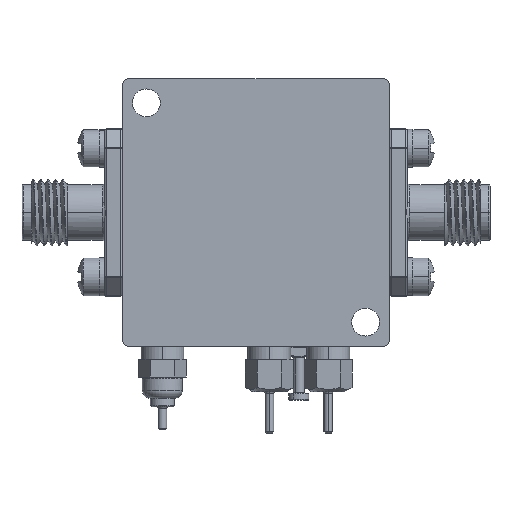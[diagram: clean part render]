
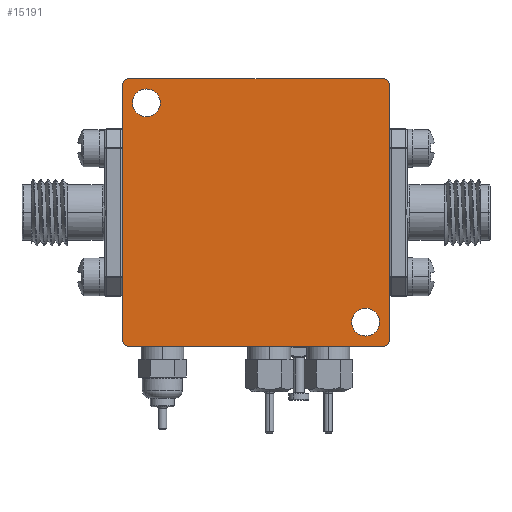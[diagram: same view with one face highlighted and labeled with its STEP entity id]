
A CAD part, front view. The second image highlights one B-rep face of the part: STEP entity #15191.
In plain terms, the highlighted planar face has unit normal (0, -1, 0).
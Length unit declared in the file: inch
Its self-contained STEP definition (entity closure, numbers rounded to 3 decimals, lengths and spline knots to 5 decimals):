
#79 = DIRECTION ( 'NONE',  ( 0., 0., -1. ) ) ;
#142 = AXIS2_PLACEMENT_3D ( 'NONE', #265, #8721, #1473 ) ;
#147 = DIRECTION ( 'NONE',  ( 0., 1., 0. ) ) ;
#190 = CIRCLE ( 'NONE', #142, 0.052 ) ;
#265 = CARTESIAN_POINT ( 'NONE',  ( 0.41, 0., -0.41 ) ) ;
#416 = ORIENTED_EDGE ( 'NONE', *, *, #7538, .F. ) ;
#428 = ORIENTED_EDGE ( 'NONE', *, *, #2673, .T. ) ;
#497 = DIRECTION ( 'NONE',  ( 0., 0., 1. ) ) ;
#678 = AXIS2_PLACEMENT_3D ( 'NONE', #2102, #147, #8580 ) ;
#1011 = ORIENTED_EDGE ( 'NONE', *, *, #1881, .T. ) ;
#1023 = EDGE_CURVE ( 'NONE', #2404, #14453, #5649, .T. ) ;
#1078 = EDGE_LOOP ( 'NONE', ( #6968, #6955, #2164, #12208, #7657, #416, #14659, #7961 ) ) ;
#1160 = DIRECTION ( 'NONE',  ( -1., 0., 0. ) ) ;
#1271 = EDGE_LOOP ( 'NONE', ( #12324, #12934 ) ) ;
#1473 = DIRECTION ( 'NONE',  ( 1., 0., 0. ) ) ;
#1785 = CARTESIAN_POINT ( 'NONE',  ( -0.475, 0., -0.5 ) ) ;
#1881 = EDGE_CURVE ( 'NONE', #5378, #5811, #6189, .T. ) ;
#2102 = CARTESIAN_POINT ( 'NONE',  ( -0.41, 0., 0.41 ) ) ;
#2164 = ORIENTED_EDGE ( 'NONE', *, *, #7240, .F. ) ;
#2315 = AXIS2_PLACEMENT_3D ( 'NONE', #10827, #3604, #12023 ) ;
#2404 = VERTEX_POINT ( 'NONE', #10265 ) ;
#2431 = CARTESIAN_POINT ( 'NONE',  ( 0.41, 0., -0.41 ) ) ;
#2440 = VECTOR ( 'NONE', #6599, 39.37008 ) ;
#2460 = CARTESIAN_POINT ( 'NONE',  ( -0.5, 0., 0.475 ) ) ;
#2613 = LINE ( 'NONE', #9988, #15048 ) ;
#2673 = EDGE_CURVE ( 'NONE', #5811, #5378, #12762, .T. ) ;
#2901 = CARTESIAN_POINT ( 'NONE',  ( 0.475, 0., 0.475 ) ) ;
#3549 = FACE_OUTER_BOUND ( 'NONE', #1078, .T. ) ;
#3604 = DIRECTION ( 'NONE',  ( 0., 1., 0. ) ) ;
#3649 = DIRECTION ( 'NONE',  ( 1., 0., 0. ) ) ;
#3718 = CARTESIAN_POINT ( 'NONE',  ( 0.5, 0., -0.475 ) ) ;
#4039 = LINE ( 'NONE', #13715, #13251 ) ;
#4083 = DIRECTION ( 'NONE',  ( -1., 0., 0. ) ) ;
#4194 = CARTESIAN_POINT ( 'NONE',  ( 0.358, 0., -0.41 ) ) ;
#4335 = VERTEX_POINT ( 'NONE', #5821 ) ;
#4533 = VERTEX_POINT ( 'NONE', #7678 ) ;
#4747 = DIRECTION ( 'NONE',  ( 0., -1., 0. ) ) ;
#4834 = VERTEX_POINT ( 'NONE', #4194 ) ;
#5378 = VERTEX_POINT ( 'NONE', #7836 ) ;
#5572 = EDGE_CURVE ( 'NONE', #13955, #2404, #5576, .T. ) ;
#5576 = CIRCLE ( 'NONE', #2315, 0.025 ) ;
#5649 = LINE ( 'NONE', #6320, #2440 ) ;
#5811 = VERTEX_POINT ( 'NONE', #11357 ) ;
#5821 = CARTESIAN_POINT ( 'NONE',  ( 0.475, 0., 0.5 ) ) ;
#5875 = EDGE_CURVE ( 'NONE', #9027, #7085, #11438, .T. ) ;
#5917 = CARTESIAN_POINT ( 'NONE',  ( -0.475, 0., -0.475 ) ) ;
#5919 = DIRECTION ( 'NONE',  ( 1., 0., 0. ) ) ;
#5946 = DIRECTION ( 'NONE',  ( 0., 1., 0. ) ) ;
#5960 = CARTESIAN_POINT ( 'NONE',  ( -0.41, 0., 0.41 ) ) ;
#5972 = CARTESIAN_POINT ( 'NONE',  ( -0.475, 0., 0.475 ) ) ;
#6189 = CIRCLE ( 'NONE', #678, 0.052 ) ;
#6266 = CIRCLE ( 'NONE', #14356, 0.025 ) ;
#6279 = EDGE_CURVE ( 'NONE', #7987, #9027, #4039, .T. ) ;
#6320 = CARTESIAN_POINT ( 'NONE',  ( -0.475, 0., -0.5 ) ) ;
#6368 = FACE_BOUND ( 'NONE', #1271, .T. ) ;
#6599 = DIRECTION ( 'NONE',  ( -1., 0., 0. ) ) ;
#6667 = AXIS2_PLACEMENT_3D ( 'NONE', #5972, #4747, #1160 ) ;
#6955 = ORIENTED_EDGE ( 'NONE', *, *, #6279, .F. ) ;
#6967 = CARTESIAN_POINT ( 'NONE',  ( -0.475, 0., 0.475 ) ) ;
#6968 = ORIENTED_EDGE ( 'NONE', *, *, #5875, .F. ) ;
#7085 = VERTEX_POINT ( 'NONE', #12761 ) ;
#7105 = CARTESIAN_POINT ( 'NONE',  ( 0.462, 0., -0.41 ) ) ;
#7115 = DIRECTION ( 'NONE',  ( -1., 0., 0. ) ) ;
#7240 = EDGE_CURVE ( 'NONE', #14453, #7987, #11361, .T. ) ;
#7513 = AXIS2_PLACEMENT_3D ( 'NONE', #2431, #10866, #3649 ) ;
#7538 = EDGE_CURVE ( 'NONE', #4533, #13955, #8689, .T. ) ;
#7657 = ORIENTED_EDGE ( 'NONE', *, *, #5572, .F. ) ;
#7678 = CARTESIAN_POINT ( 'NONE',  ( 0.5, 0., 0.475 ) ) ;
#7836 = CARTESIAN_POINT ( 'NONE',  ( -0.358, 0., 0.41 ) ) ;
#7961 = ORIENTED_EDGE ( 'NONE', *, *, #9134, .F. ) ;
#7987 = VERTEX_POINT ( 'NONE', #14387 ) ;
#8187 = DIRECTION ( 'NONE',  ( -1., 0., 0. ) ) ;
#8333 = CIRCLE ( 'NONE', #7513, 0.052 ) ;
#8536 = CARTESIAN_POINT ( 'NONE',  ( 0.5, 0., 0.475 ) ) ;
#8580 = DIRECTION ( 'NONE',  ( 1., 0., 0. ) ) ;
#8689 = LINE ( 'NONE', #8536, #14321 ) ;
#8721 = DIRECTION ( 'NONE',  ( 0., 1., 0. ) ) ;
#8779 = DIRECTION ( 'NONE',  ( 1., 0., 0. ) ) ;
#9027 = VERTEX_POINT ( 'NONE', #2460 ) ;
#9134 = EDGE_CURVE ( 'NONE', #7085, #4335, #2613, .T. ) ;
#9305 = AXIS2_PLACEMENT_3D ( 'NONE', #6967, #15362, #8187 ) ;
#9957 = FACE_BOUND ( 'NONE', #15418, .T. ) ;
#9988 = CARTESIAN_POINT ( 'NONE',  ( -0.475, 0., 0.5 ) ) ;
#10265 = CARTESIAN_POINT ( 'NONE',  ( 0.475, 0., -0.5 ) ) ;
#10827 = CARTESIAN_POINT ( 'NONE',  ( 0.475, 0., -0.475 ) ) ;
#10866 = DIRECTION ( 'NONE',  ( 0., 1., 0. ) ) ;
#10939 = AXIS2_PLACEMENT_3D ( 'NONE', #5960, #5946, #5919 ) ;
#11331 = DIRECTION ( 'NONE',  ( 0., 1., 0. ) ) ;
#11357 = CARTESIAN_POINT ( 'NONE',  ( -0.462, 0., 0.41 ) ) ;
#11361 = CIRCLE ( 'NONE', #14729, 0.025 ) ;
#11438 = CIRCLE ( 'NONE', #9305, 0.025 ) ;
#11601 = VERTEX_POINT ( 'NONE', #7105 ) ;
#12023 = DIRECTION ( 'NONE',  ( -1., 0., 0. ) ) ;
#12123 = EDGE_CURVE ( 'NONE', #4335, #4533, #6266, .T. ) ;
#12208 = ORIENTED_EDGE ( 'NONE', *, *, #1023, .F. ) ;
#12324 = ORIENTED_EDGE ( 'NONE', *, *, #12755, .T. ) ;
#12755 = EDGE_CURVE ( 'NONE', #11601, #4834, #8333, .T. ) ;
#12761 = CARTESIAN_POINT ( 'NONE',  ( -0.475, 0., 0.5 ) ) ;
#12762 = CIRCLE ( 'NONE', #10939, 0.052 ) ;
#12934 = ORIENTED_EDGE ( 'NONE', *, *, #13234, .T. ) ;
#13234 = EDGE_CURVE ( 'NONE', #4834, #11601, #190, .T. ) ;
#13251 = VECTOR ( 'NONE', #497, 39.37008 ) ;
#13715 = CARTESIAN_POINT ( 'NONE',  ( -0.5, 0., 0.475 ) ) ;
#13955 = VERTEX_POINT ( 'NONE', #3718 ) ;
#14317 = DIRECTION ( 'NONE',  ( 0., 1., 0. ) ) ;
#14321 = VECTOR ( 'NONE', #79, 39.37008 ) ;
#14356 = AXIS2_PLACEMENT_3D ( 'NONE', #2901, #11331, #4083 ) ;
#14387 = CARTESIAN_POINT ( 'NONE',  ( -0.5, 0., -0.475 ) ) ;
#14453 = VERTEX_POINT ( 'NONE', #1785 ) ;
#14659 = ORIENTED_EDGE ( 'NONE', *, *, #12123, .F. ) ;
#14729 = AXIS2_PLACEMENT_3D ( 'NONE', #5917, #14317, #7115 ) ;
#15048 = VECTOR ( 'NONE', #8779, 39.37008 ) ;
#15191 = ADVANCED_FACE ( 'NONE', ( #9957, #6368, #3549 ), #15588, .T. ) ;
#15362 = DIRECTION ( 'NONE',  ( 0., 1., 0. ) ) ;
#15418 = EDGE_LOOP ( 'NONE', ( #1011, #428 ) ) ;
#15588 = PLANE ( 'NONE',  #6667 ) ;
